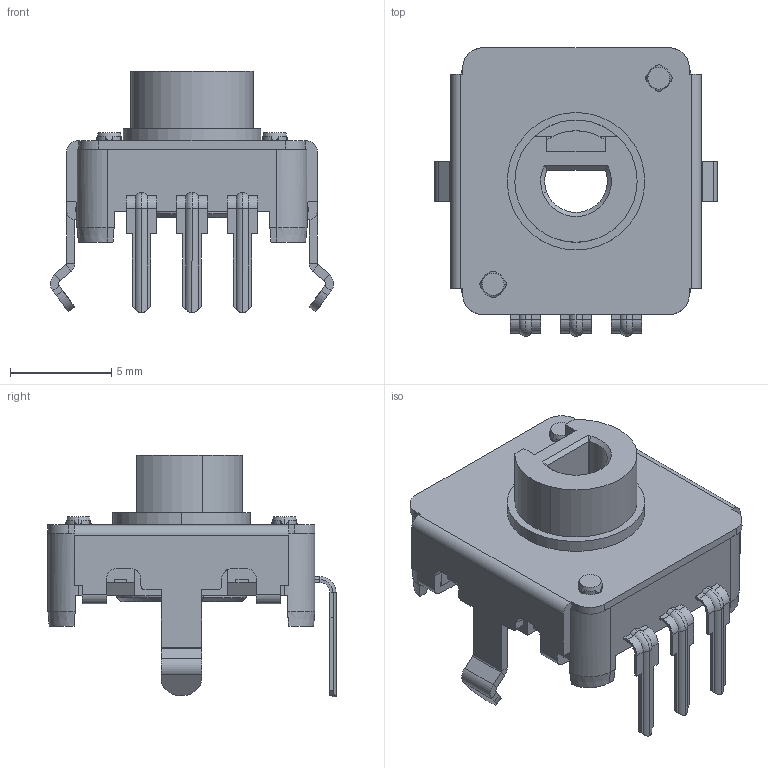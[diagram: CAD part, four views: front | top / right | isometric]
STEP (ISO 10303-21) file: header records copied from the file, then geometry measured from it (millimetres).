
FILE_DESCRIPTION(('STEP AP242'),'1');
FILE_NAME('ec12e1220301.stp','2021-10-22T05:48:34',('TraceParts'),('TraceParts S.A.'),'Spatial InterOp 3D',' ',' ');
FILE_SCHEMA(('AP242_MANAGED_MODEL_BASED_3D_ENGINEERING_MIM_LF {1 0 10303 442 1 1 4}'));
Length unit declared in the file: millimetre
Products named in the file (1): ec12e1220301
Bounding box: 14 x 14.25 x 11.95 mm (x, y, z)
Volume: 583.4 mm3; surface area: 871.1 mm2
Topology: 1 solids, 1 shells, 500 faces, 1284 edges, 790 vertices
Faces by surface type: plane 329, cylinder 137, torus 17, cone 17
Entity records: 19114 total; most frequent: CARTESIAN_POINT 2823, ORIENTED_EDGE 2568, DIRECTION 2560, EDGE_CURVE 1284, LINE 938, VECTOR 938, AXIS2_PLACEMENT_3D 811, VERTEX_POINT 790
